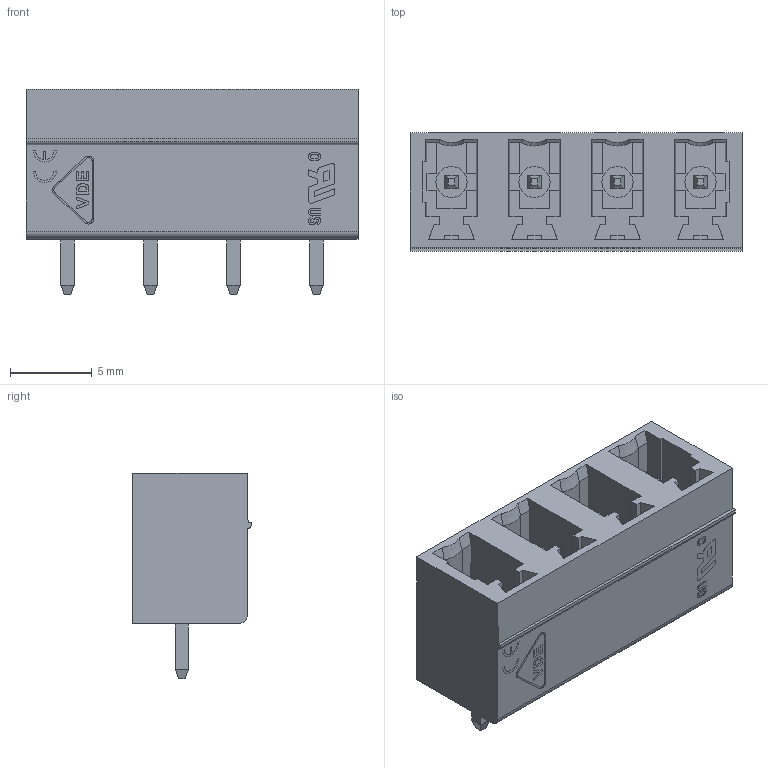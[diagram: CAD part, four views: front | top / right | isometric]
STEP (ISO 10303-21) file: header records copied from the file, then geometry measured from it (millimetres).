
FILE_DESCRIPTION (( 'STEP AP214' ), '1' );
FILE_NAME ('User Library-15EDGVC-5.08-04P-1Y-00A(H).STEP', '2021-03-14T13:10:35', ( '' ), ( '' ), 'SwSTEP 2.0', 'SolidWorks 2020', '' );
FILE_SCHEMA (( 'AUTOMOTIVE_DESIGN' ));
Length unit declared in the file: millimetre
Products named in the file (1): User Library-15EDGVC-5.08-04P-1Y-00A(H)
Bounding box: 20.32 x 7.24 x 12.6 mm (x, y, z)
Volume: 794.2 mm3; surface area: 1741.3 mm2
Topology: 5 solids, 5 shells, 694 faces, 1852 edges, 1213 vertices
Faces by surface type: plane 531, bspline 119, cylinder 40, cone 4
Entity records: 22484 total; most frequent: CARTESIAN_POINT 5559, ORIENTED_EDGE 3704, DIRECTION 2842, EDGE_CURVE 1852, LINE 1522, VECTOR 1522, VERTEX_POINT 1213, EDGE_LOOP 747
